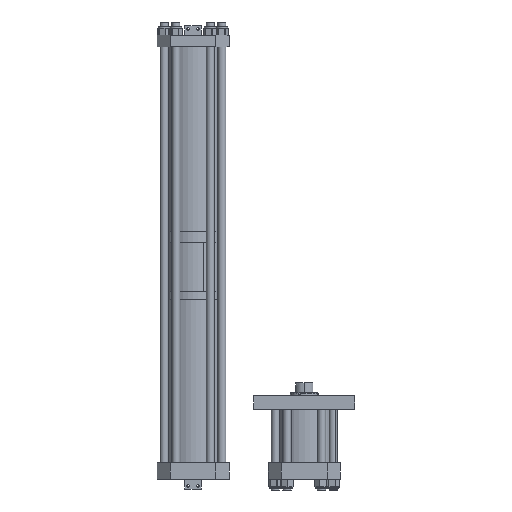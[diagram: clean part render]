
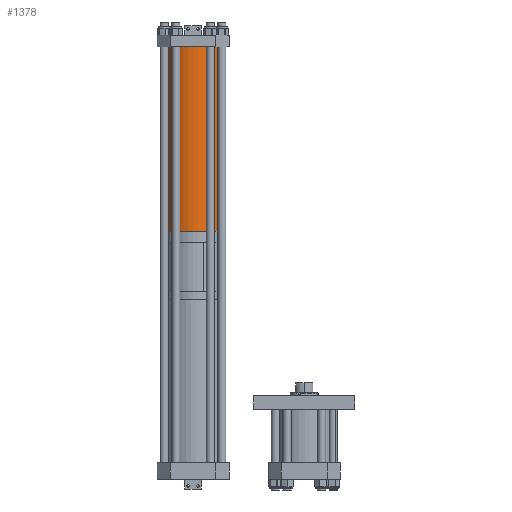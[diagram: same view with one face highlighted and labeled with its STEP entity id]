
A CAD part, front view. The second image highlights one B-rep face of the part: STEP entity #1378.
In plain terms, the highlighted cylindrical face has radius 114.3 mm (diameter 228.6 mm), a partial arc.
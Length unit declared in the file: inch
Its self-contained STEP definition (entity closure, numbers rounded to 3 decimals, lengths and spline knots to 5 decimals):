
#298 = LINE ( 'NONE', #13785, #15058 ) ;
#387 = CARTESIAN_POINT ( 'NONE',  ( -4.5, 0., 28.17 ) ) ;
#608 = CIRCLE ( 'NONE', #12317, 4.5 ) ;
#831 = ORIENTED_EDGE ( 'NONE', *, *, #11910, .T. ) ;
#848 = ORIENTED_EDGE ( 'NONE', *, *, #2975, .F. ) ;
#922 = CARTESIAN_POINT ( 'NONE',  ( 4.5, 0., 0. ) ) ;
#1378 = ADVANCED_FACE ( 'NONE', ( #4243 ), #14850, .T. ) ;
#1427 = VECTOR ( 'NONE', #4679, 39.37008 ) ;
#1890 = EDGE_CURVE ( 'NONE', #5139, #5803, #608, .T. ) ;
#1947 = CARTESIAN_POINT ( 'NONE',  ( 0., 0., 0. ) ) ;
#2975 = EDGE_CURVE ( 'NONE', #14067, #5803, #298, .T. ) ;
#4243 = FACE_OUTER_BOUND ( 'NONE', #9270, .T. ) ;
#4432 = DIRECTION ( 'NONE',  ( 0., 0., -1. ) ) ;
#4679 = DIRECTION ( 'NONE',  ( 0., 0., -1. ) ) ;
#5139 = VERTEX_POINT ( 'NONE', #922 ) ;
#5245 = VERTEX_POINT ( 'NONE', #6021 ) ;
#5480 = DIRECTION ( 'NONE',  ( 0., 0., -1. ) ) ;
#5803 = VERTEX_POINT ( 'NONE', #7410 ) ;
#5949 = DIRECTION ( 'NONE',  ( -1., 0., 0. ) ) ;
#6021 = CARTESIAN_POINT ( 'NONE',  ( 4.5, 0., 28.17 ) ) ;
#6749 = AXIS2_PLACEMENT_3D ( 'NONE', #11351, #4432, #5949 ) ;
#6893 = EDGE_CURVE ( 'NONE', #5245, #14067, #11737, .T. ) ;
#7410 = CARTESIAN_POINT ( 'NONE',  ( -4.5, 0., 0. ) ) ;
#9222 = CARTESIAN_POINT ( 'NONE',  ( 0., 0., 28.17 ) ) ;
#9270 = EDGE_LOOP ( 'NONE', ( #11503, #831, #9919, #848 ) ) ;
#9919 = ORIENTED_EDGE ( 'NONE', *, *, #1890, .T. ) ;
#10332 = DIRECTION ( 'NONE',  ( 0., 0., 1. ) ) ;
#11351 = CARTESIAN_POINT ( 'NONE',  ( 0., 0., 28.17 ) ) ;
#11503 = ORIENTED_EDGE ( 'NONE', *, *, #6893, .F. ) ;
#11737 = CIRCLE ( 'NONE', #11893, 4.5 ) ;
#11893 = AXIS2_PLACEMENT_3D ( 'NONE', #9222, #13506, #12046 ) ;
#11910 = EDGE_CURVE ( 'NONE', #5245, #5139, #15533, .T. ) ;
#12046 = DIRECTION ( 'NONE',  ( 1., 0., 0. ) ) ;
#12317 = AXIS2_PLACEMENT_3D ( 'NONE', #1947, #10332, #12970 ) ;
#12970 = DIRECTION ( 'NONE',  ( 1., 0., 0. ) ) ;
#13506 = DIRECTION ( 'NONE',  ( 0., 0., 1. ) ) ;
#13785 = CARTESIAN_POINT ( 'NONE',  ( -4.5, 0., 28.17 ) ) ;
#14067 = VERTEX_POINT ( 'NONE', #387 ) ;
#14850 = CYLINDRICAL_SURFACE ( 'NONE', #6749, 4.5 ) ;
#15058 = VECTOR ( 'NONE', #5480, 39.37008 ) ;
#15533 = LINE ( 'NONE', #17201, #1427 ) ;
#17201 = CARTESIAN_POINT ( 'NONE',  ( 4.5, 0., 28.17 ) ) ;
